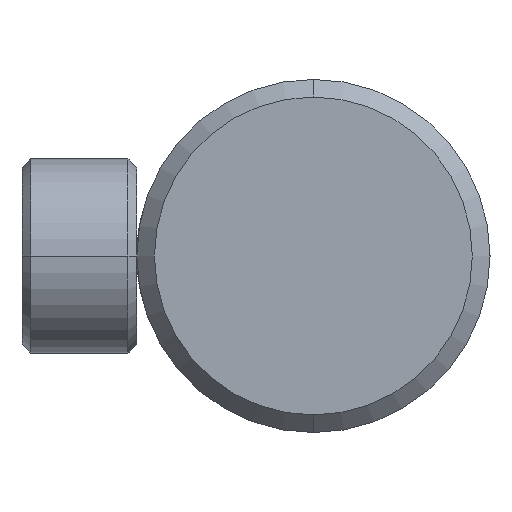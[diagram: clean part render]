
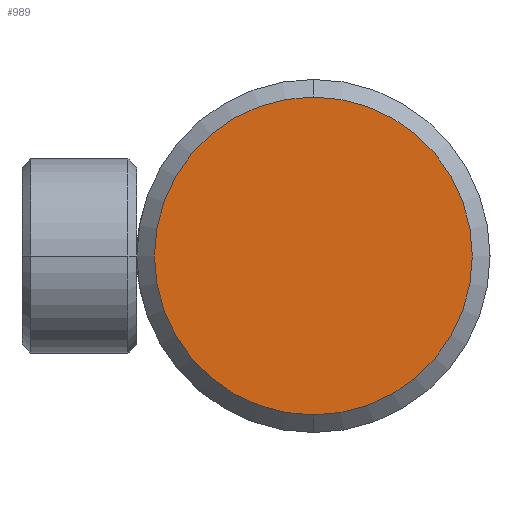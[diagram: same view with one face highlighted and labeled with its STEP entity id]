
A CAD part, left-side view. The second image highlights one B-rep face of the part: STEP entity #989.
In plain terms, the highlighted planar face has unit normal (-1, 0, 0).
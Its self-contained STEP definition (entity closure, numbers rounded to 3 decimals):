
#42 = DIRECTION ( 'NONE',  ( 1., 0., 0. ) ) ;
#82 = PLANE ( 'NONE',  #1098 ) ;
#86 = EDGE_CURVE ( 'NONE', #2271, #1603, #362, .T. ) ;
#362 = CIRCLE ( 'NONE', #1434, 18. ) ;
#600 = CARTESIAN_POINT ( 'NONE',  ( 0., 0., 0. ) ) ;
#644 = EDGE_CURVE ( 'NONE', #1603, #2271, #1308, .T. ) ;
#653 = CARTESIAN_POINT ( 'NONE',  ( 0., 0., 0. ) ) ;
#725 = ORIENTED_EDGE ( 'NONE', *, *, #644, .F. ) ;
#836 = ORIENTED_EDGE ( 'NONE', *, *, #86, .F. ) ;
#989 = ADVANCED_FACE ( 'NONE', ( #2121 ), #82, .T. ) ;
#1098 = AXIS2_PLACEMENT_3D ( 'NONE', #2227, #2588, #2269 ) ;
#1308 = CIRCLE ( 'NONE', #2665, 18. ) ;
#1434 = AXIS2_PLACEMENT_3D ( 'NONE', #653, #42, #2341 ) ;
#1480 = CARTESIAN_POINT ( 'NONE',  ( 0., 0., 18. ) ) ;
#1603 = VERTEX_POINT ( 'NONE', #2827 ) ;
#2121 = FACE_OUTER_BOUND ( 'NONE', #2248, .T. ) ;
#2227 = CARTESIAN_POINT ( 'NONE',  ( 0., 0., 0. ) ) ;
#2248 = EDGE_LOOP ( 'NONE', ( #725, #836 ) ) ;
#2249 = DIRECTION ( 'NONE',  ( 0., 0., -1. ) ) ;
#2269 = DIRECTION ( 'NONE',  ( 0., 0., 1. ) ) ;
#2271 = VERTEX_POINT ( 'NONE', #1480 ) ;
#2341 = DIRECTION ( 'NONE',  ( 0., 0., -1. ) ) ;
#2545 = DIRECTION ( 'NONE',  ( 1., 0., 0. ) ) ;
#2588 = DIRECTION ( 'NONE',  ( -1., 0., 0. ) ) ;
#2665 = AXIS2_PLACEMENT_3D ( 'NONE', #600, #2545, #2249 ) ;
#2827 = CARTESIAN_POINT ( 'NONE',  ( 0., 0., -18. ) ) ;
